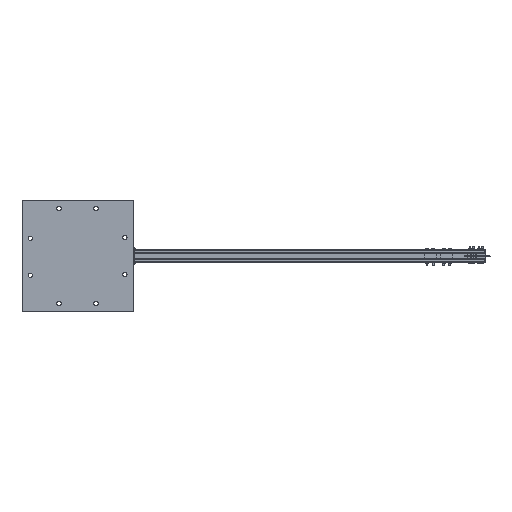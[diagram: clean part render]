
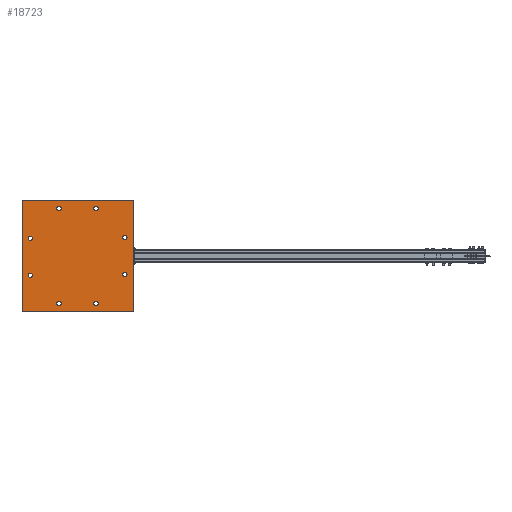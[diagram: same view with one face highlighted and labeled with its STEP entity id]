
A CAD part, front view. The second image highlights one B-rep face of the part: STEP entity #18723.
In plain terms, the highlighted face is planar.
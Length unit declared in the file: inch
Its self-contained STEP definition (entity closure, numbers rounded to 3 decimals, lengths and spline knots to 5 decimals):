
#1460=FACE_BOUND('',#3222,.T.);
#1461=FACE_BOUND('',#3223,.T.);
#1462=FACE_BOUND('',#3224,.T.);
#1463=FACE_BOUND('',#3225,.T.);
#1464=FACE_BOUND('',#3226,.T.);
#1465=FACE_BOUND('',#3227,.T.);
#1466=FACE_BOUND('',#3228,.T.);
#1467=FACE_BOUND('',#3229,.T.);
#1659=PLANE('',#20676);
#2050=FACE_OUTER_BOUND('',#3221,.T.);
#3221=EDGE_LOOP('',(#12692,#12693,#12694,#12695));
#3222=EDGE_LOOP('',(#12696));
#3223=EDGE_LOOP('',(#12697));
#3224=EDGE_LOOP('',(#12698));
#3225=EDGE_LOOP('',(#12699));
#3226=EDGE_LOOP('',(#12700));
#3227=EDGE_LOOP('',(#12701));
#3228=EDGE_LOOP('',(#12702));
#3229=EDGE_LOOP('',(#12703));
#4591=LINE('',#29208,#5684);
#4592=LINE('',#29210,#5685);
#4593=LINE('',#29212,#5686);
#4594=LINE('',#29213,#5687);
#5684=VECTOR('',#23189,0.3937);
#5685=VECTOR('',#23190,0.3937);
#5686=VECTOR('',#23191,0.3937);
#5687=VECTOR('',#23192,0.3937);
#6771=CIRCLE('',#20647,0.53125);
#6774=CIRCLE('',#20651,0.53125);
#6777=CIRCLE('',#20655,0.53125);
#6780=CIRCLE('',#20659,0.53125);
#6783=CIRCLE('',#20663,0.53125);
#6786=CIRCLE('',#20667,0.53125);
#6789=CIRCLE('',#20671,0.53125);
#6792=CIRCLE('',#20675,0.53125);
#8022=VERTEX_POINT('',#29146);
#8025=VERTEX_POINT('',#29154);
#8028=VERTEX_POINT('',#29162);
#8031=VERTEX_POINT('',#29170);
#8034=VERTEX_POINT('',#29178);
#8037=VERTEX_POINT('',#29186);
#8040=VERTEX_POINT('',#29194);
#8043=VERTEX_POINT('',#29202);
#8044=VERTEX_POINT('',#29206);
#8045=VERTEX_POINT('',#29207);
#8046=VERTEX_POINT('',#29209);
#8047=VERTEX_POINT('',#29211);
#9797=EDGE_CURVE('',#8022,#8022,#6771,.T.);
#9801=EDGE_CURVE('',#8025,#8025,#6774,.T.);
#9805=EDGE_CURVE('',#8028,#8028,#6777,.T.);
#9809=EDGE_CURVE('',#8031,#8031,#6780,.T.);
#9813=EDGE_CURVE('',#8034,#8034,#6783,.T.);
#9817=EDGE_CURVE('',#8037,#8037,#6786,.T.);
#9821=EDGE_CURVE('',#8040,#8040,#6789,.T.);
#9825=EDGE_CURVE('',#8043,#8043,#6792,.T.);
#9826=EDGE_CURVE('',#8044,#8045,#4591,.T.);
#9827=EDGE_CURVE('',#8045,#8046,#4592,.T.);
#9828=EDGE_CURVE('',#8046,#8047,#4593,.T.);
#9829=EDGE_CURVE('',#8047,#8044,#4594,.T.);
#12692=ORIENTED_EDGE('',*,*,#9826,.T.);
#12693=ORIENTED_EDGE('',*,*,#9827,.T.);
#12694=ORIENTED_EDGE('',*,*,#9828,.T.);
#12695=ORIENTED_EDGE('',*,*,#9829,.T.);
#12696=ORIENTED_EDGE('',*,*,#9797,.T.);
#12697=ORIENTED_EDGE('',*,*,#9801,.T.);
#12698=ORIENTED_EDGE('',*,*,#9805,.T.);
#12699=ORIENTED_EDGE('',*,*,#9809,.T.);
#12700=ORIENTED_EDGE('',*,*,#9813,.T.);
#12701=ORIENTED_EDGE('',*,*,#9817,.T.);
#12702=ORIENTED_EDGE('',*,*,#9821,.T.);
#12703=ORIENTED_EDGE('',*,*,#9825,.T.);
#18723=ADVANCED_FACE('',(#2050,#1460,#1461,#1462,#1463,#1464,#1465,#1466,
#1467),#1659,.T.);
#20647=AXIS2_PLACEMENT_3D('',#29148,#23122,#23123);
#20651=AXIS2_PLACEMENT_3D('',#29156,#23131,#23132);
#20655=AXIS2_PLACEMENT_3D('',#29164,#23140,#23141);
#20659=AXIS2_PLACEMENT_3D('',#29172,#23149,#23150);
#20663=AXIS2_PLACEMENT_3D('',#29180,#23158,#23159);
#20667=AXIS2_PLACEMENT_3D('',#29188,#23167,#23168);
#20671=AXIS2_PLACEMENT_3D('',#29196,#23176,#23177);
#20675=AXIS2_PLACEMENT_3D('',#29204,#23185,#23186);
#20676=AXIS2_PLACEMENT_3D('',#29205,#23187,#23188);
#23122=DIRECTION('center_axis',(0.,0.,1.));
#23123=DIRECTION('ref_axis',(1.,0.,0.));
#23131=DIRECTION('center_axis',(0.,0.,1.));
#23132=DIRECTION('ref_axis',(1.,0.,0.));
#23140=DIRECTION('center_axis',(0.,0.,1.));
#23141=DIRECTION('ref_axis',(1.,0.,0.));
#23149=DIRECTION('center_axis',(0.,0.,1.));
#23150=DIRECTION('ref_axis',(1.,0.,0.));
#23158=DIRECTION('center_axis',(0.,0.,1.));
#23159=DIRECTION('ref_axis',(1.,0.,0.));
#23167=DIRECTION('center_axis',(0.,0.,1.));
#23168=DIRECTION('ref_axis',(1.,0.,0.));
#23176=DIRECTION('center_axis',(0.,0.,1.));
#23177=DIRECTION('ref_axis',(1.,0.,0.));
#23185=DIRECTION('center_axis',(0.,0.,1.));
#23186=DIRECTION('ref_axis',(1.,0.,0.));
#23187=DIRECTION('center_axis',(0.,0.,-1.));
#23188=DIRECTION('ref_axis',(-1.,0.,0.));
#23189=DIRECTION('',(1.,0.,0.));
#23190=DIRECTION('',(0.,-1.,0.));
#23191=DIRECTION('',(-1.,0.,0.));
#23192=DIRECTION('',(0.,1.,0.));
#29146=CARTESIAN_POINT('',(-12.03125,-4.5,-0.375));
#29148=CARTESIAN_POINT('Origin',(-11.5,-4.5,-0.375));
#29154=CARTESIAN_POINT('',(3.96875,-11.5,-0.375));
#29156=CARTESIAN_POINT('Origin',(4.5,-11.5,-0.375));
#29162=CARTESIAN_POINT('',(10.96875,4.5,-0.375));
#29164=CARTESIAN_POINT('Origin',(11.5,4.5,-0.375));
#29170=CARTESIAN_POINT('',(-4.84241,11.5,-0.375));
#29172=CARTESIAN_POINT('Origin',(-4.31116,11.5,-0.375));
#29178=CARTESIAN_POINT('',(4.15759,11.5,-0.375));
#29180=CARTESIAN_POINT('Origin',(4.68884,11.5,-0.375));
#29186=CARTESIAN_POINT('',(10.96875,-4.5,-0.375));
#29188=CARTESIAN_POINT('Origin',(11.5,-4.5,-0.375));
#29194=CARTESIAN_POINT('',(-5.03125,-11.5,-0.375));
#29196=CARTESIAN_POINT('Origin',(-4.5,-11.5,-0.375));
#29202=CARTESIAN_POINT('',(-12.03125,4.5,-0.375));
#29204=CARTESIAN_POINT('Origin',(-11.5,4.5,-0.375));
#29205=CARTESIAN_POINT('Origin',(0.,0.,-0.375));
#29206=CARTESIAN_POINT('',(-13.5,13.5,-0.375));
#29207=CARTESIAN_POINT('',(13.5,13.5,-0.375));
#29208=CARTESIAN_POINT('',(-13.5,13.5,-0.375));
#29209=CARTESIAN_POINT('',(13.5,-13.5,-0.375));
#29210=CARTESIAN_POINT('',(13.5,13.5,-0.375));
#29211=CARTESIAN_POINT('',(-13.5,-13.5,-0.375));
#29212=CARTESIAN_POINT('',(13.5,-13.5,-0.375));
#29213=CARTESIAN_POINT('',(-13.5,-13.5,-0.375));
